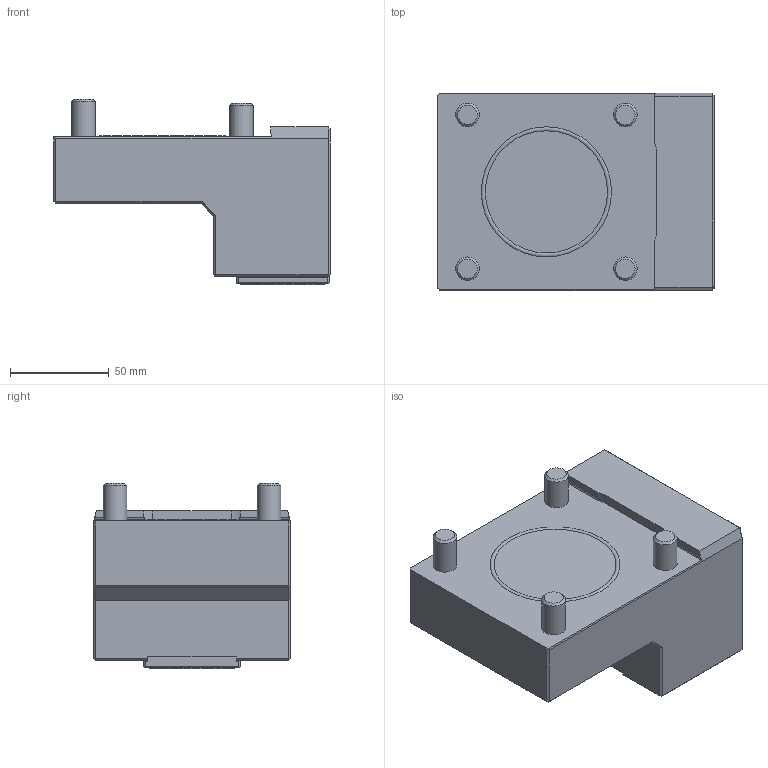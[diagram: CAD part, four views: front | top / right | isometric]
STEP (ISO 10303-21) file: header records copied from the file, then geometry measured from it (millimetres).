
FILE_DESCRIPTION(/* description */ (''),/* implementation_level */ '2;1');
FILE_NAME(/* name */ '1619188182732.stp',/* time_stamp */ '2021-04-23T16:29:48+02:00',/* author */ (''),/* organization */ ('SMS'),/* preprocessor_version */ 'ST-DEVELOPER v16.7',/* originating_system */ 'SIEMENS PLM Software NX 12.0',/* authorisation */ '');
FILE_SCHEMA (('AUTOMOTIVE_DESIGN { 1 0 10303 214 3 1 1 1 }'));
Length unit declared in the file: millimetre
Products named in the file (1): 203503831mod000_00
Bounding box: 140 x 100 x 93.96 mm (x, y, z)
Volume: 707603.6 mm3; surface area: 69234 mm2
Topology: 1 solids, 1 shells, 154 faces, 367 edges, 234 vertices
Faces by surface type: plane 101, cylinder 29, cone 17, sphere 4, torus 2, bspline 1
Full cylindrical faces by diameter (mm): 2.5 x1, 5.994 x1, 7.193 x4, 11.988 x4, 17.982 x4, 18.981 x4, 20 x4, 39.96 x1
Entity records: 4488 total; most frequent: CARTESIAN_POINT 1196, DIRECTION 673, ORIENTED_EDGE 588, EDGE_CURVE 294, AXIS2_PLACEMENT_3D 239, EDGE_LOOP 219, VERTEX_POINT 205, LINE 195
